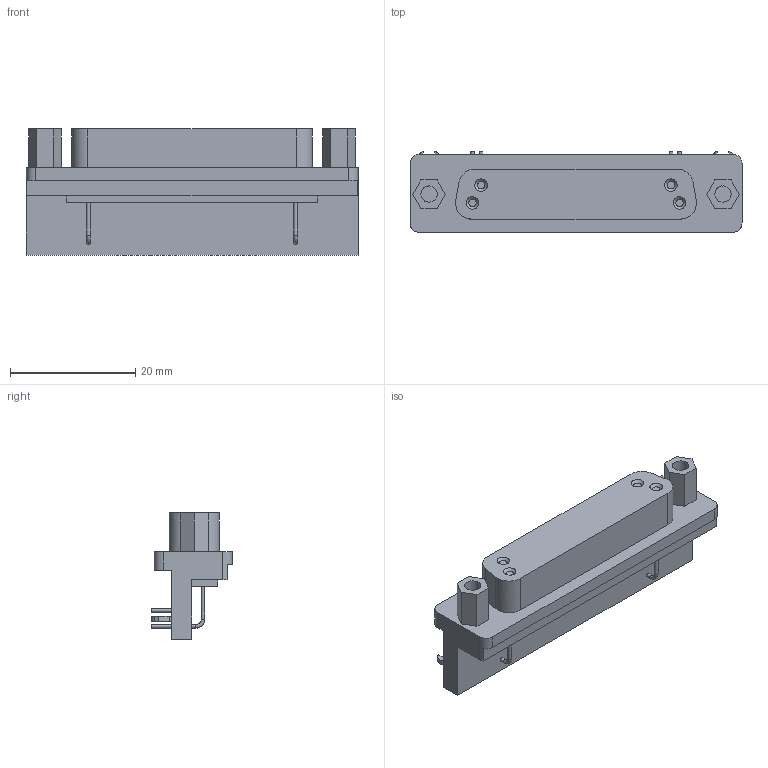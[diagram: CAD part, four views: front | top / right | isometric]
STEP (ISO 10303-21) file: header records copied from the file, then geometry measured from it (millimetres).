
FILE_DESCRIPTION((''),'2;1');
FILE_NAME( '0966_Dsub-S_low_profile_female_angled_25-pins_board_lock_female_s','2005-08-24T11:57:05',('User'),('SDRC'),'I-DEAS Master Series 9','UNIX','Yes');
FILE_SCHEMA(('AUTOMOTIVE_DESIGN { 1 0 10303 214 1 1 1 1 }'));
Length unit declared in the file: millimetre
Products named in the file (1): 09 66 352 x617
Bounding box: 53.1 x 12.9 x 20.2 mm (x, y, z)
Volume: 6476.3 mm3; surface area: 3895.8 mm2
Topology: 1 solids, 1 shells, 107 faces, 258 edges, 170 vertices
Faces by surface type: bspline 107
Entity records: 3380 total; most frequent: CARTESIAN_POINT 1547, ORIENTED_EDGE 516, EDGE_CURVE 258, OVER_RIDING_STYLED_ITEM 199, VERTEX_POINT 170, EDGE_LOOP 128, FACE_OUTER_BOUND 107, ADVANCED_FACE 107
